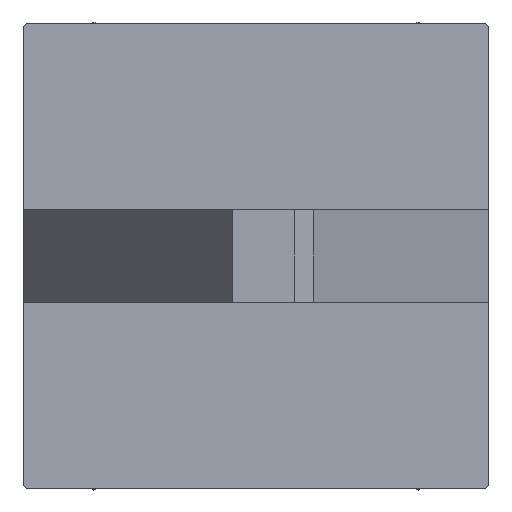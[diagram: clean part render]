
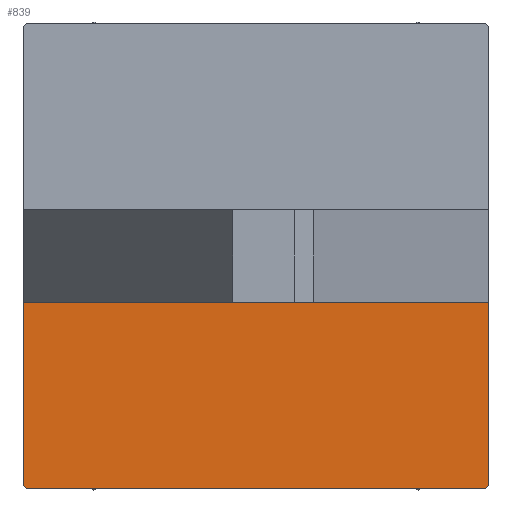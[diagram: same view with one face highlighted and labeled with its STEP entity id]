
A CAD part, left-side view. The second image highlights one B-rep face of the part: STEP entity #839.
In plain terms, the highlighted planar face has unit normal (-1, 0, 0).
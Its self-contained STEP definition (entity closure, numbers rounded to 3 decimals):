
#839 = ADVANCED_FACE ( 'NONE', ( #19885 ), #23423, .T. ) ;
#1141 = CARTESIAN_POINT ( 'NONE',  ( 0., -37.25, -37.25 ) ) ;
#1509 = CARTESIAN_POINT ( 'NONE',  ( 0., 37.5, 37.5 ) ) ;
#2395 = VECTOR ( 'NONE', #30317, 1000. ) ;
#4248 = LINE ( 'NONE', #20548, #30906 ) ;
#5435 = EDGE_CURVE ( 'NONE', #17511, #38877, #17495, .T. ) ;
#6243 = CARTESIAN_POINT ( 'NONE',  ( 0., -37.5, -37. ) ) ;
#8461 = VERTEX_POINT ( 'NONE', #6243 ) ;
#9443 = ORIENTED_EDGE ( 'NONE', *, *, #23250, .F. ) ;
#14944 = EDGE_CURVE ( 'NONE', #17511, #8461, #4248, .T. ) ;
#15778 = DIRECTION ( 'NONE',  ( 0., -0.707, 0.707 ) ) ;
#17495 = LINE ( 'NONE', #31887, #27859 ) ;
#17511 = VERTEX_POINT ( 'NONE', #42093 ) ;
#19648 = DIRECTION ( 'NONE',  ( 0., 0., 1. ) ) ;
#19834 = EDGE_CURVE ( 'NONE', #29700, #8461, #33486, .T. ) ;
#19885 = FACE_OUTER_BOUND ( 'NONE', #38012, .T. ) ;
#20548 = CARTESIAN_POINT ( 'NONE',  ( 0., -37.5, 37.5 ) ) ;
#20761 = EDGE_CURVE ( 'NONE', #39021, #29702, #40037, .T. ) ;
#20854 = CARTESIAN_POINT ( 'NONE',  ( 0., 37.5, -37.5 ) ) ;
#22959 = DIRECTION ( 'NONE',  ( -1., 0., 0. ) ) ;
#22960 = ORIENTED_EDGE ( 'NONE', *, *, #14944, .F. ) ;
#23137 = ORIENTED_EDGE ( 'NONE', *, *, #20761, .T. ) ;
#23250 = EDGE_CURVE ( 'NONE', #39021, #38877, #33856, .T. ) ;
#23423 = PLANE ( 'NONE',  #32240 ) ;
#23965 = ORIENTED_EDGE ( 'NONE', *, *, #42627, .T. ) ;
#25192 = CARTESIAN_POINT ( 'NONE',  ( 0., -7.5, 37.5 ) ) ;
#25422 = DIRECTION ( 'NONE',  ( 0., 0., -1. ) ) ;
#25560 = CARTESIAN_POINT ( 'NONE',  ( 0., -37., -37.5 ) ) ;
#25586 = ORIENTED_EDGE ( 'NONE', *, *, #19834, .T. ) ;
#25953 = ORIENTED_EDGE ( 'NONE', *, *, #5435, .T. ) ;
#27169 = VECTOR ( 'NONE', #15778, 1000. ) ;
#27859 = VECTOR ( 'NONE', #46273, 1000. ) ;
#29700 = VERTEX_POINT ( 'NONE', #25560 ) ;
#29702 = VERTEX_POINT ( 'NONE', #43016 ) ;
#30317 = DIRECTION ( 'NONE',  ( 0., -1., 0. ) ) ;
#30889 = CARTESIAN_POINT ( 'NONE',  ( 0., -7.5, 37.5 ) ) ;
#30906 = VECTOR ( 'NONE', #42013, 1000. ) ;
#31887 = CARTESIAN_POINT ( 'NONE',  ( 0., -37.25, 37.25 ) ) ;
#32240 = AXIS2_PLACEMENT_3D ( 'NONE', #41343, #22959, #19648 ) ;
#33486 = LINE ( 'NONE', #1141, #27169 ) ;
#33856 = LINE ( 'NONE', #1509, #2395 ) ;
#33963 = CARTESIAN_POINT ( 'NONE',  ( 0., -37., 37.5 ) ) ;
#35023 = DIRECTION ( 'NONE',  ( 0., -1., 0. ) ) ;
#35489 = VECTOR ( 'NONE', #25422, 1000. ) ;
#35554 = VECTOR ( 'NONE', #35023, 1000. ) ;
#38012 = EDGE_LOOP ( 'NONE', ( #9443, #23137, #23965, #25586, #22960, #25953 ) ) ;
#38877 = VERTEX_POINT ( 'NONE', #33963 ) ;
#39021 = VERTEX_POINT ( 'NONE', #30889 ) ;
#40037 = LINE ( 'NONE', #25192, #35489 ) ;
#41343 = CARTESIAN_POINT ( 'NONE',  ( 0., 0., 0. ) ) ;
#42013 = DIRECTION ( 'NONE',  ( 0., 0., -1. ) ) ;
#42093 = CARTESIAN_POINT ( 'NONE',  ( 0., -37.5, 37. ) ) ;
#42627 = EDGE_CURVE ( 'NONE', #29702, #29700, #45857, .T. ) ;
#43016 = CARTESIAN_POINT ( 'NONE',  ( 0., -7.5, -37.5 ) ) ;
#45857 = LINE ( 'NONE', #20854, #35554 ) ;
#46273 = DIRECTION ( 'NONE',  ( 0., 0.707, 0.707 ) ) ;
